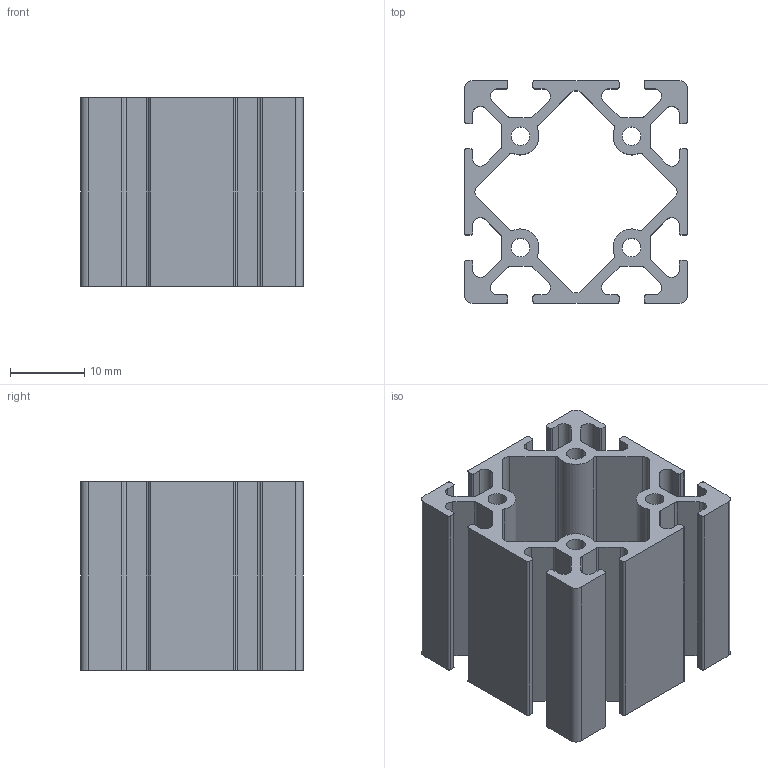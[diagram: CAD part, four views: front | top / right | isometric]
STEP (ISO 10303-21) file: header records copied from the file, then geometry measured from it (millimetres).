
FILE_DESCRIPTION(/* description */ (''),/* implementation_level */ '2;1');
FILE_NAME(/* name */ 'DLLPDF-153030.stp',/* time_stamp */ '2023-09-28T09:57:47-04:00',/* author */ ('bert2'),/* organization */ (''),/* preprocessor_version */ 'ST-DEVELOPER v19',/* originating_system */ 'Autodesk Inventor 2023',/* authorisation */ '');
FILE_SCHEMA (('AUTOMOTIVE_DESIGN { 1 0 10303 214 3 1 1 }'));
Length unit declared in the file: inch
Products named in the file (1): DLLPDF-153030
Bounding box: 30 x 30 x 25.4 mm (x, y, z)
Volume: 7174.1 mm3; surface area: 9557.1 mm2
Topology: 1 solids, 1 shells, 166 faces, 492 edges, 328 vertices
Faces by surface type: cylinder 88, plane 78
Full cylindrical faces by diameter (mm): 2.515 x4
Entity records: 5677 total; most frequent: DIRECTION 1002, CARTESIAN_POINT 987, ORIENTED_EDGE 984, EDGE_CURVE 492, AXIS2_PLACEMENT_3D 343, VERTEX_POINT 328, LINE 316, VECTOR 316
